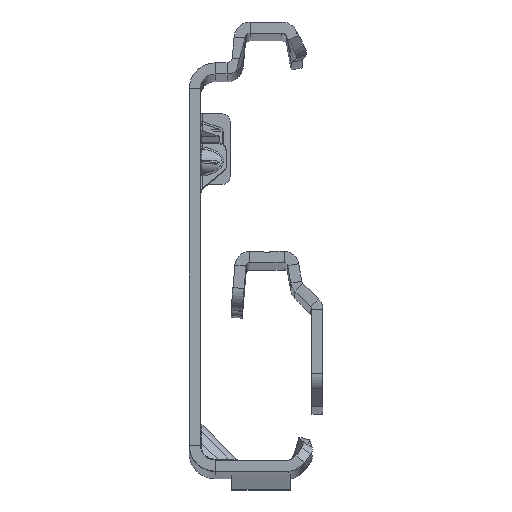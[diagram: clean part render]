
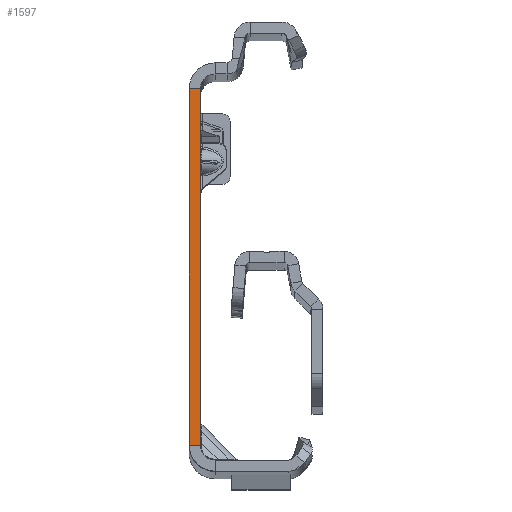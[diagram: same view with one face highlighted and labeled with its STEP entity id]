
A CAD part, top view. The second image highlights one B-rep face of the part: STEP entity #1597.
In plain terms, the highlighted planar face has unit normal (0, 0, 1).
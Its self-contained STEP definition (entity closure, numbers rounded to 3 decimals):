
#307 = DIRECTION ( 'NONE',  ( 0., -1., 0. ) ) ;
#534 = VECTOR ( 'NONE', #13134, 1000. ) ;
#638 = EDGE_CURVE ( 'NONE', #9676, #819, #11856, .T. ) ;
#659 = ORIENTED_EDGE ( 'NONE', *, *, #2387, .T. ) ;
#819 = VERTEX_POINT ( 'NONE', #8676 ) ;
#985 = ORIENTED_EDGE ( 'NONE', *, *, #5547, .T. ) ;
#1597 = ADVANCED_FACE ( 'NONE', ( #2037 ), #12667, .T. ) ;
#2037 = FACE_OUTER_BOUND ( 'NONE', #10292, .T. ) ;
#2076 = AXIS2_PLACEMENT_3D ( 'NONE', #5525, #12592, #12828 ) ;
#2184 = DIRECTION ( 'NONE',  ( -1., 0., 0. ) ) ;
#2251 = ORIENTED_EDGE ( 'NONE', *, *, #6204, .F. ) ;
#2387 = EDGE_CURVE ( 'NONE', #3644, #5257, #6419, .T. ) ;
#2639 = VECTOR ( 'NONE', #13447, 1000. ) ;
#3644 = VERTEX_POINT ( 'NONE', #6827 ) ;
#4561 = CARTESIAN_POINT ( 'NONE',  ( 0., -25.865, 0. ) ) ;
#4791 = LINE ( 'NONE', #8598, #2639 ) ;
#5257 = VERTEX_POINT ( 'NONE', #6564 ) ;
#5525 = CARTESIAN_POINT ( 'NONE',  ( -1.5, -27.865, 0. ) ) ;
#5547 = EDGE_CURVE ( 'NONE', #9676, #3644, #4791, .T. ) ;
#6204 = EDGE_CURVE ( 'NONE', #819, #5257, #12820, .T. ) ;
#6419 = LINE ( 'NONE', #11252, #12490 ) ;
#6564 = CARTESIAN_POINT ( 'NONE',  ( -1.5, -25.865, 0. ) ) ;
#6827 = CARTESIAN_POINT ( 'NONE',  ( -1.5, 22.135, 0. ) ) ;
#8598 = CARTESIAN_POINT ( 'NONE',  ( 0., 22.135, 0. ) ) ;
#8676 = CARTESIAN_POINT ( 'NONE',  ( 0., -25.865, 0. ) ) ;
#8852 = CARTESIAN_POINT ( 'NONE',  ( 0., 22.135, 0. ) ) ;
#9676 = VERTEX_POINT ( 'NONE', #8852 ) ;
#10292 = EDGE_LOOP ( 'NONE', ( #10940, #985, #659, #2251 ) ) ;
#10940 = ORIENTED_EDGE ( 'NONE', *, *, #638, .F. ) ;
#11252 = CARTESIAN_POINT ( 'NONE',  ( -1.5, -27.865, 0. ) ) ;
#11856 = LINE ( 'NONE', #15520, #534 ) ;
#12490 = VECTOR ( 'NONE', #307, 1000. ) ;
#12592 = DIRECTION ( 'NONE',  ( 0., 0., 1. ) ) ;
#12667 = PLANE ( 'NONE',  #2076 ) ;
#12820 = LINE ( 'NONE', #4561, #15339 ) ;
#12828 = DIRECTION ( 'NONE',  ( 1., 0., 0. ) ) ;
#13134 = DIRECTION ( 'NONE',  ( 0., -1., 0. ) ) ;
#13447 = DIRECTION ( 'NONE',  ( -1., 0., 0. ) ) ;
#15339 = VECTOR ( 'NONE', #2184, 1000. ) ;
#15520 = CARTESIAN_POINT ( 'NONE',  ( 0., -27.865, 0. ) ) ;
